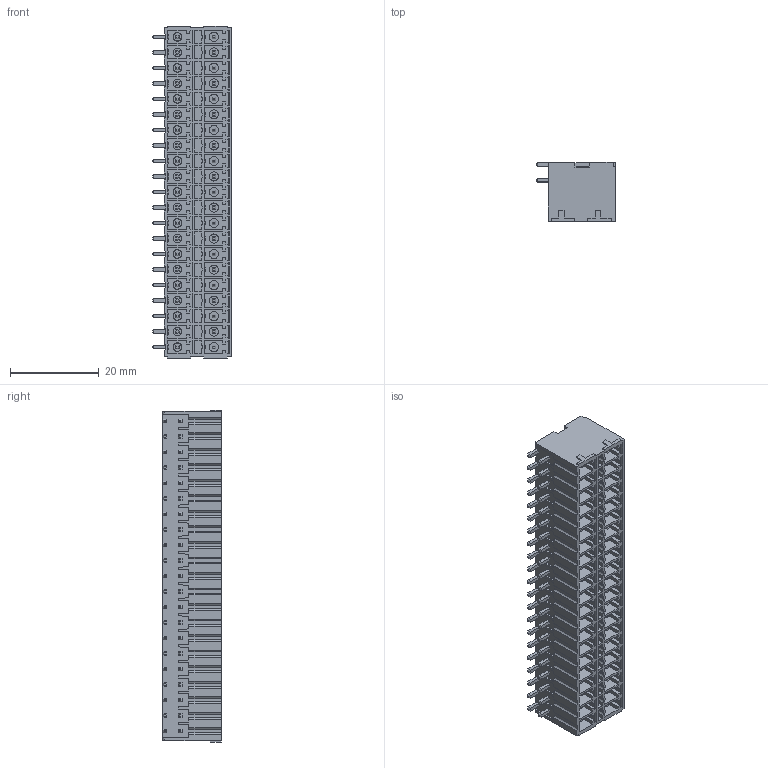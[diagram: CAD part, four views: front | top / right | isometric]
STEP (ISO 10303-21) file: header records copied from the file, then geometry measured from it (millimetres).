
FILE_DESCRIPTION((''),'2;1');
FILE_NAME('TLPHDC-007R-1','2024-09-14T10:37:42',('sheji109'),(''),'CREO PARAMETRIC BY PTC INC, 2018100','CREO PARAMETRIC BY PTC INC, 2018100','');
FILE_SCHEMA(('AUTOMOTIVE_DESIGN { 1 0 10303 214 1 1 1 1 }'));
Products named in the file (1): TLPHDC-007R-1
Bounding box: 17.8 x 13.3 x 74.9 mm (x, y, z)
Volume: 10150.7 mm3; surface area: 12991.1 mm2
Topology: 1 solids, 1 shells, 2289 faces, 5958 edges, 3860 vertices
Faces by surface type: plane 2035, cylinder 170, cone 84
Entity records: 68980 total; most frequent: CARTESIAN_POINT 12533, ORIENTED_EDGE 11916, DIRECTION 10914, EDGE_CURVE 5958, VECTOR 5408, LINE 5408, VERTEX_POINT 3860, AXIS2_PLACEMENT_3D 2753
